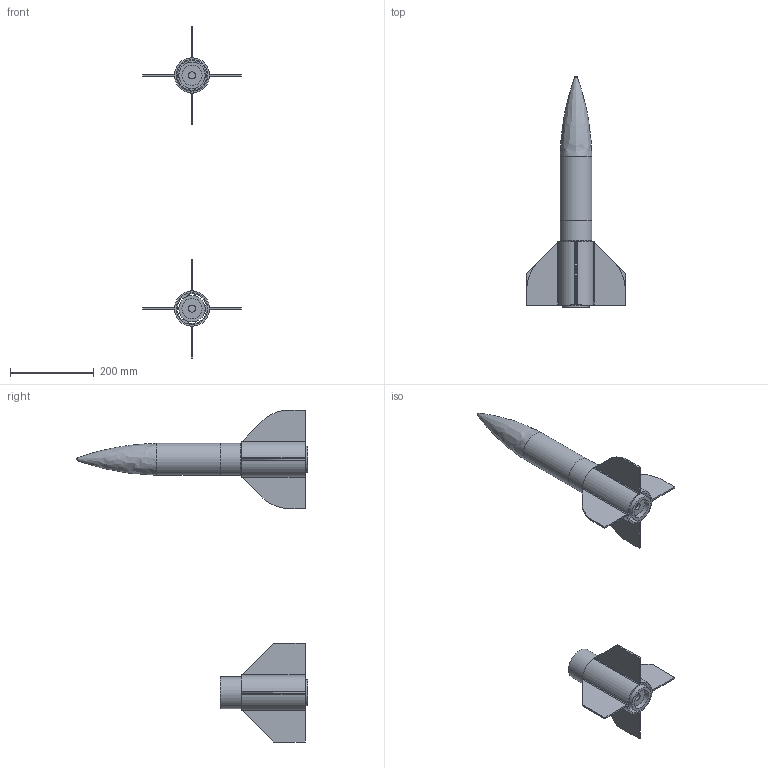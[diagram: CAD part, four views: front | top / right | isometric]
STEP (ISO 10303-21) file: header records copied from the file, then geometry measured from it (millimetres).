
FILE_DESCRIPTION(/* description */ (''),/* implementation_level */ '2;1');
FILE_NAME(/* name */ 'FInal Fire ROcket v1.step',/* time_stamp */ '2023-05-20T11:48:02-04:00',/* author */ (''),/* organization */ (''),/* preprocessor_version */ 'ST-DEVELOPER v19.2',/* originating_system */ 'Autodesk Translation Framework v12.4.0.73',/* authorisation */ '');
FILE_SCHEMA (('AUTOMOTIVE_DESIGN { 1 0 10303 214 3 1 1 }'));
Length unit declared in the file: inch
Products named in the file (1): FInal Fire ROcket
Bounding box: 236.22 x 553.78 x 795.02 mm (x, y, z)
Volume: 1806853.6 mm3; surface area: 556592.3 mm2
Topology: 11 solids, 11 shells, 115 faces, 273 edges, 182 vertices
Faces by surface type: plane 61, cylinder 49, bspline 2, torus 1, cone 1, sphere 1
Full cylindrical faces by diameter (mm): 16.864 x2, 48.42 x2, 63.142 x2, 71.12 x3, 76.2 x5
Entity records: 3491 total; most frequent: DIRECTION 624, CARTESIAN_POINT 622, ORIENTED_EDGE 544, EDGE_CURVE 272, AXIS2_PLACEMENT_3D 238, VERTEX_POINT 182, LINE 148, VECTOR 148
